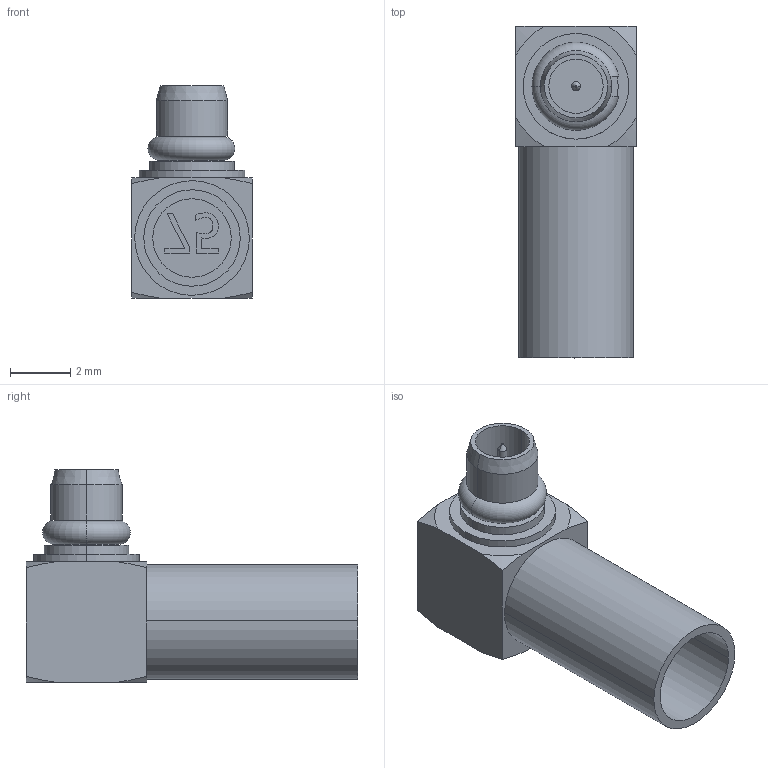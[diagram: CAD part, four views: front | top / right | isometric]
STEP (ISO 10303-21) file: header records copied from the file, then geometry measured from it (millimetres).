
FILE_DESCRIPTION (( 'STEP AP214' ), '1' );
FILE_NAME ('47-105-D6-AB.STEP', '2024-04-25T14:10:11', ( '' ), ( '' ), 'SwSTEP 2.0', 'SolidWorks 2023', '' );
FILE_SCHEMA (( 'AUTOMOTIVE_DESIGN' ));
Length unit declared in the file: millimetre
Products named in the file (1): 47-105-D6-AB
Bounding box: 4 x 11 x 7.05 mm (x, y, z)
Surface area: 297 mm2 (no closed solid volume)
Topology: 0 solids, 5 shells, 135 faces, 370 edges, 246 vertices
Faces by surface type: plane 70, cone 32, cylinder 18, bspline 13, torus 2
Entity records: 4683 total; most frequent: CARTESIAN_POINT 1543, ORIENTED_EDGE 618, DIRECTION 587, EDGE_CURVE 370, VERTEX_POINT 246, AXIS2_PLACEMENT_3D 218, LINE 151, VECTOR 151
